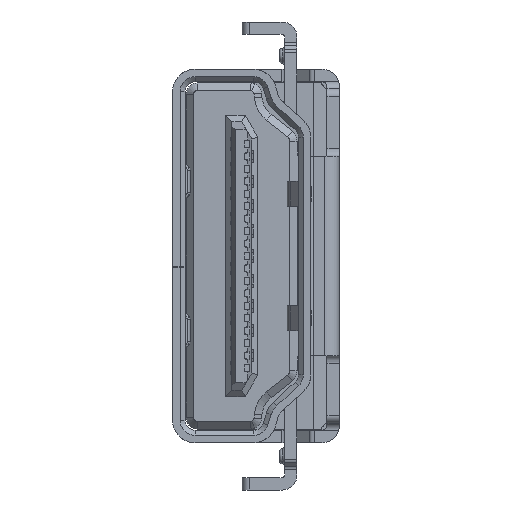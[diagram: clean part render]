
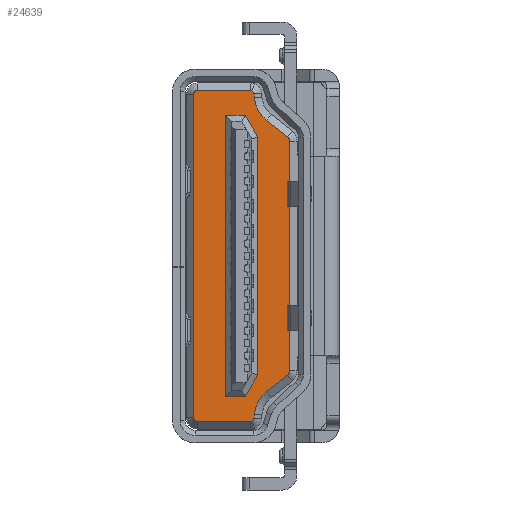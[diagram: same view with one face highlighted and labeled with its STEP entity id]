
A CAD part, left-side view. The second image highlights one B-rep face of the part: STEP entity #24639.
In plain terms, the highlighted planar face has unit normal (-1, 0, 0).
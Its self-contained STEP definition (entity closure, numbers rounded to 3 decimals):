
#1165=CARTESIAN_POINT('',(0.,-1.706,
-4.61));
#1166=DIRECTION('',(1.,0.,0.));
#1167=DIRECTION('',(0.,-1.,0.));
#1168=AXIS2_PLACEMENT_3D('',#1165,#1166,#1167);
#1170=DIRECTION('',(0.,0.782,-0.623));
#1171=VECTOR('',#1170,1.079);
#1172=CARTESIAN_POINT('',(0.,-1.842,
-4.782));
#1173=LINE('',#1172,#1171);
#1174=CARTESIAN_POINT('',(0.,-1.808,
-6.471));
#1175=DIRECTION('',(-1.,0.,0.));
#1176=DIRECTION('',(0.,0.623,0.782));
#1177=AXIS2_PLACEMENT_3D('',#1174,#1175,#1176);
#1179=DIRECTION('',(0.,0.098,-0.995));
#1180=VECTOR('',#1179,0.167);
#1181=CARTESIAN_POINT('',(0.,-0.515,
-6.343));
#1182=LINE('',#1181,#1180);
#1183=CARTESIAN_POINT('',(0.,-0.335,
-6.494));
#1184=DIRECTION('',(1.,0.,0.));
#1185=DIRECTION('',(0.,-0.995,-0.098));
#1186=AXIS2_PLACEMENT_3D('',#1183,#1184,#1185);
#1188=CARTESIAN_POINT('',(0.,-0.356,-6.5));
#1189=DIRECTION('',(1.,0.,0.));
#1190=DIRECTION('',(0.,-0.345,-0.939));
#1191=AXIS2_PLACEMENT_3D('',#1188,#1189,#1190);
#1193=CARTESIAN_POINT('',(0.,1.775,-6.5));
#1194=DIRECTION('',(1.,0.,0.));
#1195=DIRECTION('',(0.,0.,-1.));
#1196=AXIS2_PLACEMENT_3D('',#1193,#1194,#1195);
#1198=DIRECTION('',(0.,0.,1.));
#1199=VECTOR('',#1198,13.);
#1200=CARTESIAN_POINT('',(0.,1.925,-6.5));
#1201=LINE('',#1200,#1199);
#1202=CARTESIAN_POINT('',(0.,1.775,6.5));
#1203=DIRECTION('',(1.,0.,0.));
#1204=DIRECTION('',(0.,1.,0.));
#1205=AXIS2_PLACEMENT_3D('',#1202,#1203,#1204);
#1207=CARTESIAN_POINT('',(0.,-0.356,6.5));
#1208=DIRECTION('',(1.,0.,0.));
#1209=DIRECTION('',(0.,-0.002,1.));
#1210=AXIS2_PLACEMENT_3D('',#1207,#1208,#1209);
#1212=CARTESIAN_POINT('',(0.,-0.335,
6.494));
#1213=DIRECTION('',(1.,0.,0.));
#1214=DIRECTION('',(0.,-0.44,0.898));
#1215=AXIS2_PLACEMENT_3D('',#1212,#1213,#1214);
#1217=DIRECTION('',(0.,-0.098,-0.995));
#1218=VECTOR('',#1217,0.167);
#1219=CARTESIAN_POINT('',(0.,-0.498,
6.51));
#1220=LINE('',#1219,#1218);
#1221=CARTESIAN_POINT('',(0.,-1.808,
6.471));
#1222=DIRECTION('',(-1.,0.,0.));
#1223=DIRECTION('',(0.,0.995,-0.098));
#1224=AXIS2_PLACEMENT_3D('',#1221,#1222,#1223);
#1226=DIRECTION('',(0.,-0.782,-0.623));
#1227=VECTOR('',#1226,1.079);
#1228=CARTESIAN_POINT('',(0.,-0.999,
5.454));
#1229=LINE('',#1228,#1227);
#1230=CARTESIAN_POINT('',(0.,-1.706,
4.61));
#1231=DIRECTION('',(1.,0.,0.));
#1232=DIRECTION('',(0.,-0.623,0.782));
#1233=AXIS2_PLACEMENT_3D('',#1230,#1231,#1232);
#1235=DIRECTION('',(0.,-0.496,0.868));
#1236=VECTOR('',#1235,1.018);
#1237=CARTESIAN_POINT('',(0.,-0.145,-5.65));
#1238=LINE('',#1237,#1236);
#1239=DIRECTION('',(0.,0.496,0.868));
#1240=VECTOR('',#1239,1.018);
#1241=CARTESIAN_POINT('',(0.,-0.65,
4.766));
#1242=LINE('',#1241,#1240);
#1243=DIRECTION('',(0.,0.,1.));
#1244=VECTOR('',#1243,9.221);
#1245=CARTESIAN_POINT('',(0.,-1.925,
-4.61));
#1246=LINE('',#1245,#1244);
#5545=DIRECTION('',(0.,-1.,0.));
#5546=VECTOR('',#5545,2.131);
#5547=CARTESIAN_POINT('',(0.,1.775,
-6.65));
#5548=LINE('',#5547,#5546);
#6351=DIRECTION('',(0.,1.,0.));
#6352=VECTOR('',#6351,2.131);
#6353=CARTESIAN_POINT('',(0.,-0.356,
6.65));
#6354=LINE('',#6353,#6352);
#8768=DIRECTION('',(0.,0.,1.));
#8769=VECTOR('',#8768,11.3);
#8770=CARTESIAN_POINT('',(0.,0.65,-5.65));
#8771=LINE('',#8770,#8769);
#8927=DIRECTION('',(0.,-1.,0.));
#8928=VECTOR('',#8927,0.795);
#8929=CARTESIAN_POINT('',(0.,0.65,5.65));
#8930=LINE('',#8929,#8928);
#8947=DIRECTION('',(0.,0.,-1.));
#8948=VECTOR('',#8947,9.533);
#8949=CARTESIAN_POINT('',(0.,-0.65,
4.766));
#8950=LINE('',#8949,#8948);
#12977=DIRECTION('',(0.,1.,0.));
#12978=VECTOR('',#12977,0.795);
#12979=CARTESIAN_POINT('',(0.,-0.145,-5.65));
#12980=LINE('',#12979,#12978);
#18277=CARTESIAN_POINT('',(0.,1.925,-6.5));
#18278=CARTESIAN_POINT('',(0.,1.925,
6.5));
#18279=VERTEX_POINT('',#18277);
#18280=VERTEX_POINT('',#18278);
#18295=CARTESIAN_POINT('',(0.,-1.925,
-4.61));
#18296=CARTESIAN_POINT('',(0.,-1.842,
-4.782));
#18297=VERTEX_POINT('',#18295);
#18298=VERTEX_POINT('',#18296);
#18299=CARTESIAN_POINT('',(0.,-0.999,
-5.454));
#18300=VERTEX_POINT('',#18299);
#18301=CARTESIAN_POINT('',(0.,-0.515,
-6.343));
#18302=VERTEX_POINT('',#18301);
#18303=CARTESIAN_POINT('',(0.,-0.498,
-6.51));
#18304=VERTEX_POINT('',#18303);
#18305=CARTESIAN_POINT('',(0.,-0.407,
-6.641));
#18306=VERTEX_POINT('',#18305);
#18307=CARTESIAN_POINT('',(0.,-0.356,
-6.65));
#18308=VERTEX_POINT('',#18307);
#18309=CARTESIAN_POINT('',(0.,1.775,
-6.65));
#18310=VERTEX_POINT('',#18309);
#18311=CARTESIAN_POINT('',(0.,1.775,
6.65));
#18312=VERTEX_POINT('',#18311);
#18313=CARTESIAN_POINT('',(0.,-0.356,
6.65));
#18314=CARTESIAN_POINT('',(0.,-0.407,
6.641));
#18315=VERTEX_POINT('',#18313);
#18316=VERTEX_POINT('',#18314);
#18317=CARTESIAN_POINT('',(0.,-0.498,
6.51));
#18318=VERTEX_POINT('',#18317);
#18319=CARTESIAN_POINT('',(0.,-0.515,
6.343));
#18320=VERTEX_POINT('',#18319);
#18321=CARTESIAN_POINT('',(0.,-0.999,
5.454));
#18322=VERTEX_POINT('',#18321);
#18323=CARTESIAN_POINT('',(0.,-1.842,
4.782));
#18324=VERTEX_POINT('',#18323);
#18325=CARTESIAN_POINT('',(0.,-1.925,
4.61));
#18326=VERTEX_POINT('',#18325);
#18327=CARTESIAN_POINT('',(0.,-0.145,-5.65));
#18328=CARTESIAN_POINT('',(0.,-0.65,
-4.766));
#18329=VERTEX_POINT('',#18327);
#18330=VERTEX_POINT('',#18328);
#18331=CARTESIAN_POINT('',(0.,-0.65,
4.766));
#18332=CARTESIAN_POINT('',(0.,-0.145,5.65));
#18333=VERTEX_POINT('',#18331);
#18334=VERTEX_POINT('',#18332);
#20310=CARTESIAN_POINT('',(0.,0.65,-5.65));
#20311=CARTESIAN_POINT('',(0.,0.65,5.65));
#20312=VERTEX_POINT('',#20310);
#20313=VERTEX_POINT('',#20311);
#24583=CARTESIAN_POINT('',(0.,0.,0.));
#24584=DIRECTION('',(1.,0.,0.));
#24585=DIRECTION('',(0.,0.,-1.));
#24586=AXIS2_PLACEMENT_3D('',#24583,#24584,#24585);
#24587=PLANE('',#24586);
#24589=ORIENTED_EDGE('',*,*,#24588,.F.);
#24591=ORIENTED_EDGE('',*,*,#24590,.T.);
#24593=ORIENTED_EDGE('',*,*,#24592,.T.);
#24595=ORIENTED_EDGE('',*,*,#24594,.T.);
#24597=ORIENTED_EDGE('',*,*,#24596,.T.);
#24599=ORIENTED_EDGE('',*,*,#24598,.T.);
#24601=ORIENTED_EDGE('',*,*,#24600,.T.);
#24603=ORIENTED_EDGE('',*,*,#24602,.F.);
#24605=ORIENTED_EDGE('',*,*,#24604,.T.);
#24606=ORIENTED_EDGE('',*,*,#24558,.T.);
#24608=ORIENTED_EDGE('',*,*,#24607,.T.);
#24610=ORIENTED_EDGE('',*,*,#24609,.F.);
#24612=ORIENTED_EDGE('',*,*,#24611,.T.);
#24614=ORIENTED_EDGE('',*,*,#24613,.T.);
#24616=ORIENTED_EDGE('',*,*,#24615,.T.);
#24618=ORIENTED_EDGE('',*,*,#24617,.T.);
#24620=ORIENTED_EDGE('',*,*,#24619,.T.);
#24622=ORIENTED_EDGE('',*,*,#24621,.T.);
#24623=EDGE_LOOP('',(#24589,#24591,#24593,#24595,#24597,#24599,#24601,#24603,
#24605,#24606,#24608,#24610,#24612,#24614,#24616,#24618,#24620,#24622));
#24624=FACE_OUTER_BOUND('',#24623,.F.);
#24626=ORIENTED_EDGE('',*,*,#24625,.F.);
#24628=ORIENTED_EDGE('',*,*,#24627,.F.);
#24630=ORIENTED_EDGE('',*,*,#24629,.T.);
#24632=ORIENTED_EDGE('',*,*,#24631,.F.);
#24634=ORIENTED_EDGE('',*,*,#24633,.T.);
#24636=ORIENTED_EDGE('',*,*,#24635,.F.);
#24637=EDGE_LOOP('',(#24626,#24628,#24630,#24632,#24634,#24636));
#24638=FACE_BOUND('',#24637,.F.);
#24639=ADVANCED_FACE('',(#24624,#24638),#24587,.F.);
#1169=CIRCLE('',#1168,0.219);
#1178=CIRCLE('',#1177,1.3);
#1187=CIRCLE('',#1186,0.164);
#1192=CIRCLE('',#1191,0.15);
#1197=CIRCLE('',#1196,0.15);
#1206=CIRCLE('',#1205,0.15);
#1211=CIRCLE('',#1210,0.15);
#1216=CIRCLE('',#1215,0.164);
#1225=CIRCLE('',#1224,1.3);
#1234=CIRCLE('',#1233,0.219);
#24558=EDGE_CURVE('',#18279,#18280,#1201,.T.);
#24588=EDGE_CURVE('',#18297,#18326,#1246,.T.);
#24590=EDGE_CURVE('',#18297,#18298,#1169,.T.);
#24592=EDGE_CURVE('',#18298,#18300,#1173,.T.);
#24594=EDGE_CURVE('',#18300,#18302,#1178,.T.);
#24596=EDGE_CURVE('',#18302,#18304,#1182,.T.);
#24598=EDGE_CURVE('',#18304,#18306,#1187,.T.);
#24600=EDGE_CURVE('',#18306,#18308,#1192,.T.);
#24602=EDGE_CURVE('',#18310,#18308,#5548,.T.);
#24604=EDGE_CURVE('',#18310,#18279,#1197,.T.);
#24607=EDGE_CURVE('',#18280,#18312,#1206,.T.);
#24609=EDGE_CURVE('',#18315,#18312,#6354,.T.);
#24611=EDGE_CURVE('',#18315,#18316,#1211,.T.);
#24613=EDGE_CURVE('',#18316,#18318,#1216,.T.);
#24615=EDGE_CURVE('',#18318,#18320,#1220,.T.);
#24617=EDGE_CURVE('',#18320,#18322,#1225,.T.);
#24619=EDGE_CURVE('',#18322,#18324,#1229,.T.);
#24621=EDGE_CURVE('',#18324,#18326,#1234,.T.);
#24625=EDGE_CURVE('',#20312,#20313,#8771,.T.);
#24627=EDGE_CURVE('',#18329,#20312,#12980,.T.);
#24629=EDGE_CURVE('',#18329,#18330,#1238,.T.);
#24631=EDGE_CURVE('',#18333,#18330,#8950,.T.);
#24633=EDGE_CURVE('',#18333,#18334,#1242,.T.);
#24635=EDGE_CURVE('',#20313,#18334,#8930,.T.);
